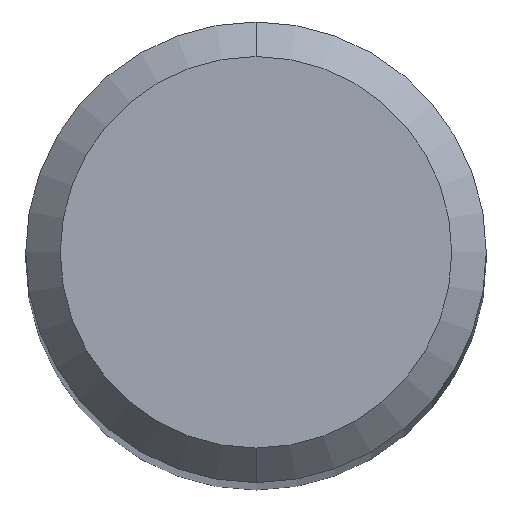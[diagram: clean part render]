
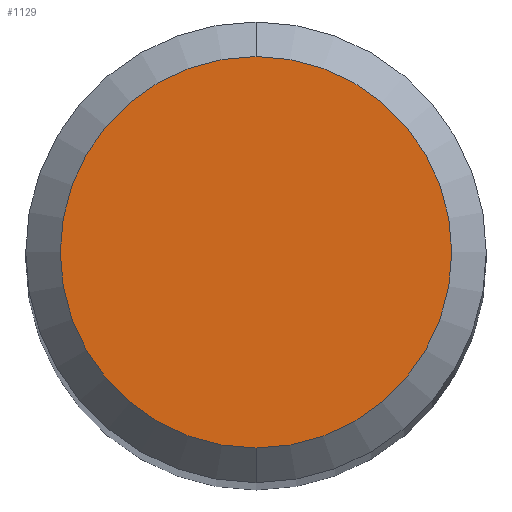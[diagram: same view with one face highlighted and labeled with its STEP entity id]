
A CAD part, top view. The second image highlights one B-rep face of the part: STEP entity #1129.
In plain terms, the highlighted planar face has unit normal (0, 0, 1).
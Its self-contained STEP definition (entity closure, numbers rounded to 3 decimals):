
#495=EDGE_CURVE('',#843,#947,#1349,.T.);
#579=EDGE_CURVE('',#947,#843,#1445,.T.);
#843=VERTEX_POINT('',#1733);
#947=VERTEX_POINT('',#1840);
#1129=ADVANCED_FACE('',(#2041),#2042,.T.);
#1349=CIRCLE('',#2608,1.7);
#1445=CIRCLE('',#2903,1.7);
#1733=CARTESIAN_POINT('',(0.0,1.7,0.0));
#1840=CARTESIAN_POINT('',(0.,-1.7,0.0));
#2041=FACE_OUTER_BOUND('',#6433,.T.);
#2042=PLANE('',#6434);
#2608=AXIS2_PLACEMENT_3D('',#7438,#7439,#7440);
#2903=AXIS2_PLACEMENT_3D('',#7584,#7585,#7586);
#6433=EDGE_LOOP('',(#8098,#8099));
#6434=AXIS2_PLACEMENT_3D('',#8100,#8101,#8102);
#7438=CARTESIAN_POINT('',(0.0,0.0,0.0));
#7439=DIRECTION('',(0.0,0.0,-1.0));
#7440=DIRECTION('',(0.0,1.0,0.0));
#7584=CARTESIAN_POINT('',(0.0,0.0,0.0));
#7585=DIRECTION('',(0.0,0.0,-1.0));
#7586=DIRECTION('',(0.0,1.0,0.0));
#8098=ORIENTED_EDGE('',*,*,#495,.F.);
#8099=ORIENTED_EDGE('',*,*,#579,.F.);
#8100=CARTESIAN_POINT('',(0.0,0.85,0.0));
#8101=DIRECTION('',(-0.0,0.0,1.0));
#8102=DIRECTION('',(0.0,-1.0,0.0));
